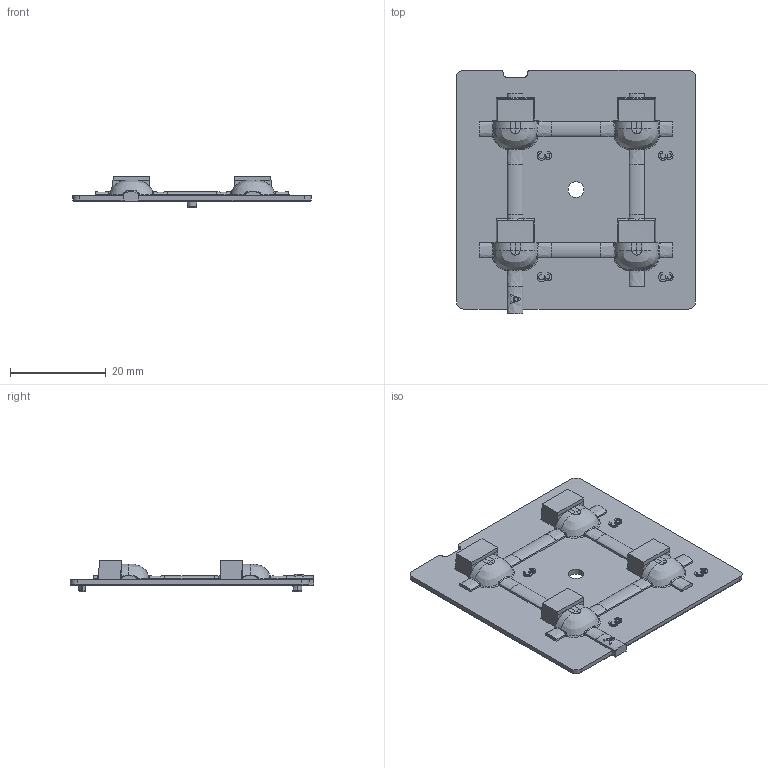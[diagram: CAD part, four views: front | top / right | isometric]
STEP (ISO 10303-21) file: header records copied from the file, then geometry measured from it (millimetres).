
FILE_DESCRIPTION (( 'STEP AP214' ), '1' );
FILE_NAME ('12773_70278_Rev-2_MH3x4_Customer.STEP', '2015-09-22T12:01:53', ( '' ), ( '' ), 'SwSTEP 2.0', 'SolidWorks 2014', '' );
FILE_SCHEMA (( 'AUTOMOTIVE_DESIGN' ));
Length unit declared in the file: millimetre
Products named in the file (1): 12773_70278_Rev-2_MH3x4_Customer
Bounding box: 50 x 51 x 6.67 mm (x, y, z)
Volume: 3275.4 mm3; surface area: 6013.3 mm2
Topology: 1 solids, 1 shells, 508 faces, 1412 edges, 916 vertices
Faces by surface type: bspline 244, plane 158, cylinder 75, torus 16, cone 10, sphere 5
Entity records: 26237 total; most frequent: CARTESIAN_POINT 15382, ORIENTED_EDGE 2816, EDGE_CURVE 1408, DIRECTION 1393, VERTEX_POINT 916, B_SPLINE_CURVE_WITH_KNOTS 641, VECTOR 559, LINE 559
